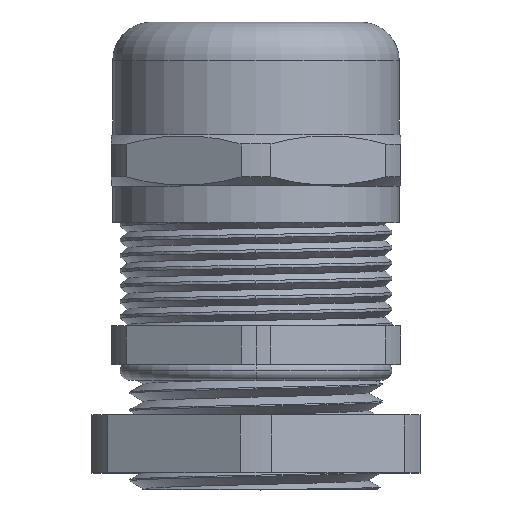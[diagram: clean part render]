
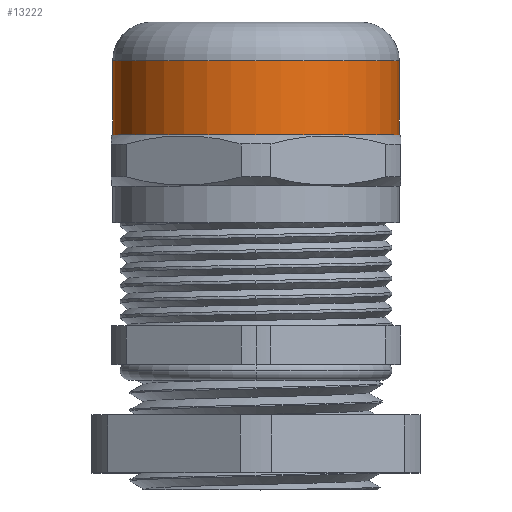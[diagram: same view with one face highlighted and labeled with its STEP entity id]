
A CAD part, top view. The second image highlights one B-rep face of the part: STEP entity #13222.
In plain terms, the highlighted cylindrical face has radius 14.85 mm (diameter 29.7 mm), a partial arc.
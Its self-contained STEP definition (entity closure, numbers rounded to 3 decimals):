
#362 = FACE_OUTER_BOUND ( 'NONE', #2853, .T. ) ;
#504 = AXIS2_PLACEMENT_3D ( 'NONE', #13547, #13542, #13524 ) ;
#965 = CIRCLE ( 'NONE', #10758, 14.85 ) ;
#1158 = DIRECTION ( 'NONE',  ( 1., 0., 0. ) ) ;
#1320 = VERTEX_POINT ( 'NONE', #1927 ) ;
#1927 = CARTESIAN_POINT ( 'NONE',  ( 14.85, 23.786, 0. ) ) ;
#1961 = EDGE_CURVE ( 'NONE', #4473, #13638, #17695, .T. ) ;
#2215 = EDGE_CURVE ( 'NONE', #4916, #1320, #14660, .T. ) ;
#2228 = EDGE_CURVE ( 'NONE', #1320, #13638, #3616, .T. ) ;
#2805 = CYLINDRICAL_SURFACE ( 'NONE', #16050, 14.85 ) ;
#2853 = EDGE_LOOP ( 'NONE', ( #9227, #8105, #6214, #5113 ) ) ;
#3584 = EDGE_CURVE ( 'NONE', #4916, #4473, #965, .T. ) ;
#3616 = CIRCLE ( 'NONE', #504, 14.85 ) ;
#3984 = DIRECTION ( 'NONE',  ( 0., -1., 0. ) ) ;
#4085 = VECTOR ( 'NONE', #13659, 1000. ) ;
#4473 = VERTEX_POINT ( 'NONE', #15374 ) ;
#4916 = VERTEX_POINT ( 'NONE', #13280 ) ;
#5113 = ORIENTED_EDGE ( 'NONE', *, *, #2215, .F. ) ;
#5254 = DIRECTION ( 'NONE',  ( 1., 0., 0. ) ) ;
#5258 = DIRECTION ( 'NONE',  ( 0., -1., 0. ) ) ;
#5281 = CARTESIAN_POINT ( 'NONE',  ( 0., 31.484, 0. ) ) ;
#6214 = ORIENTED_EDGE ( 'NONE', *, *, #2228, .F. ) ;
#8105 = ORIENTED_EDGE ( 'NONE', *, *, #1961, .T. ) ;
#9227 = ORIENTED_EDGE ( 'NONE', *, *, #3584, .T. ) ;
#10758 = AXIS2_PLACEMENT_3D ( 'NONE', #5281, #5258, #5254 ) ;
#10972 = CARTESIAN_POINT ( 'NONE',  ( 0., -12.979, 0. ) ) ;
#11494 = CARTESIAN_POINT ( 'NONE',  ( -14.85, 23.786, 0. ) ) ;
#13222 = ADVANCED_FACE ( 'NONE', ( #362 ), #2805, .T. ) ;
#13280 = CARTESIAN_POINT ( 'NONE',  ( 14.85, 31.484, 0. ) ) ;
#13524 = DIRECTION ( 'NONE',  ( 1., 0., 0. ) ) ;
#13542 = DIRECTION ( 'NONE',  ( 0., -1., 0. ) ) ;
#13547 = CARTESIAN_POINT ( 'NONE',  ( 0., 23.786, 0. ) ) ;
#13638 = VERTEX_POINT ( 'NONE', #11494 ) ;
#13659 = DIRECTION ( 'NONE',  ( 0., -1., 0. ) ) ;
#13675 = CARTESIAN_POINT ( 'NONE',  ( 14.85, -12.979, 0. ) ) ;
#14165 = VECTOR ( 'NONE', #16363, 1000. ) ;
#14660 = LINE ( 'NONE', #13675, #4085 ) ;
#15374 = CARTESIAN_POINT ( 'NONE',  ( -14.85, 31.484, 0. ) ) ;
#16050 = AXIS2_PLACEMENT_3D ( 'NONE', #10972, #3984, #1158 ) ;
#16345 = CARTESIAN_POINT ( 'NONE',  ( -14.85, -12.979, 0. ) ) ;
#16363 = DIRECTION ( 'NONE',  ( 0., -1., 0. ) ) ;
#17695 = LINE ( 'NONE', #16345, #14165 ) ;
